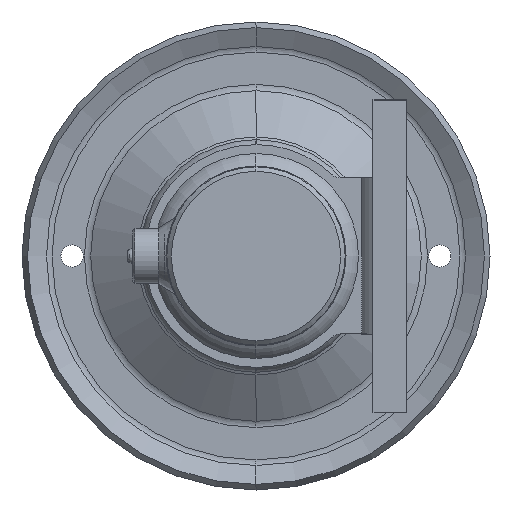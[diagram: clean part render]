
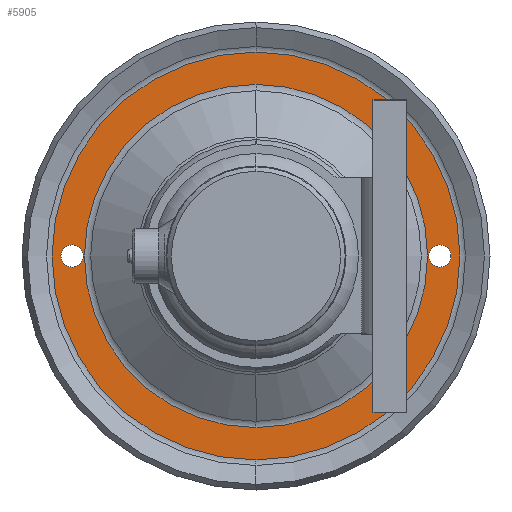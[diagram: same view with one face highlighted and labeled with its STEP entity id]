
A CAD part, left-side view. The second image highlights one B-rep face of the part: STEP entity #5905.
In plain terms, the highlighted planar face has unit normal (-1, 0, 0).
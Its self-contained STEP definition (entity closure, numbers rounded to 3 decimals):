
#16 = ORIENTED_EDGE ( 'NONE', *, *, #2453, .F. ) ;
#74 = AXIS2_PLACEMENT_3D ( 'NONE', #3430, #3388, #3365 ) ;
#86 = AXIS2_PLACEMENT_3D ( 'NONE', #4728, #4704, #4692 ) ;
#129 = CARTESIAN_POINT ( 'NONE',  ( 655.986, 0., 0. ) ) ;
#149 = CIRCLE ( 'NONE', #3504, 5. ) ;
#251 = DIRECTION ( 'NONE',  ( -1., 0., 0. ) ) ;
#277 = DIRECTION ( 'NONE',  ( 0., 0., 1. ) ) ;
#371 = CARTESIAN_POINT ( 'NONE',  ( 655.986, 82.5, 5. ) ) ;
#394 = DIRECTION ( 'NONE',  ( -1., 0., 0. ) ) ;
#481 = DIRECTION ( 'NONE',  ( 0., 0., -1. ) ) ;
#743 = DIRECTION ( 'NONE',  ( 0., 0., -1. ) ) ;
#771 = AXIS2_PLACEMENT_3D ( 'NONE', #5390, #3300, #3377 ) ;
#1329 = DIRECTION ( 'NONE',  ( 0., 0., 1. ) ) ;
#1333 = EDGE_LOOP ( 'NONE', ( #2310, #3662 ) ) ;
#1351 = DIRECTION ( 'NONE',  ( -1., 0., 0. ) ) ;
#1360 = CARTESIAN_POINT ( 'NONE',  ( 655.986, 0., 0. ) ) ;
#1473 = CARTESIAN_POINT ( 'NONE',  ( 655.986, 82.5, 0. ) ) ;
#2244 = AXIS2_PLACEMENT_3D ( 'NONE', #1360, #1351, #1329 ) ;
#2258 = DIRECTION ( 'NONE',  ( -1., 0., 0. ) ) ;
#2292 = VERTEX_POINT ( 'NONE', #4805 ) ;
#2310 = ORIENTED_EDGE ( 'NONE', *, *, #3451, .F. ) ;
#2453 = EDGE_CURVE ( 'NONE', #4307, #2292, #149, .T. ) ;
#2463 = ORIENTED_EDGE ( 'NONE', *, *, #3033, .T. ) ;
#2648 = CIRCLE ( 'NONE', #2244, 77. ) ;
#2665 = AXIS2_PLACEMENT_3D ( 'NONE', #129, #251, #277 ) ;
#2684 = VERTEX_POINT ( 'NONE', #3166 ) ;
#3033 = EDGE_CURVE ( 'NONE', #2684, #3820, #5153, .T. ) ;
#3166 = CARTESIAN_POINT ( 'NONE',  ( 655.986, 0., -91.5 ) ) ;
#3246 = EDGE_CURVE ( 'NONE', #6280, #5747, #4682, .T. ) ;
#3300 = DIRECTION ( 'NONE',  ( -1., 0., 0. ) ) ;
#3361 = CIRCLE ( 'NONE', #86, 91.5 ) ;
#3365 = DIRECTION ( 'NONE',  ( 0., 0., -1. ) ) ;
#3377 = DIRECTION ( 'NONE',  ( 0., 0., 1. ) ) ;
#3388 = DIRECTION ( 'NONE',  ( 1., 0., 0. ) ) ;
#3412 = PLANE ( 'NONE',  #74 ) ;
#3430 = CARTESIAN_POINT ( 'NONE',  ( 655.986, 77., 0. ) ) ;
#3451 = EDGE_CURVE ( 'NONE', #4237, #3703, #4243, .T. ) ;
#3504 = AXIS2_PLACEMENT_3D ( 'NONE', #5662, #394, #481 ) ;
#3516 = CARTESIAN_POINT ( 'NONE',  ( 655.986, 0., -77. ) ) ;
#3555 = AXIS2_PLACEMENT_3D ( 'NONE', #5544, #5420, #5395 ) ;
#3662 = ORIENTED_EDGE ( 'NONE', *, *, #5425, .F. ) ;
#3703 = VERTEX_POINT ( 'NONE', #5915 ) ;
#3763 = ORIENTED_EDGE ( 'NONE', *, *, #3804, .T. ) ;
#3804 = EDGE_CURVE ( 'NONE', #3820, #2684, #3361, .T. ) ;
#3820 = VERTEX_POINT ( 'NONE', #5023 ) ;
#3825 = ORIENTED_EDGE ( 'NONE', *, *, #5456, .F. ) ;
#3985 = EDGE_LOOP ( 'NONE', ( #16, #3825 ) ) ;
#4038 = EDGE_LOOP ( 'NONE', ( #5155, #5848 ) ) ;
#4141 = EDGE_CURVE ( 'NONE', #5747, #6280, #2648, .T. ) ;
#4164 = CARTESIAN_POINT ( 'NONE',  ( 655.986, 0., 77. ) ) ;
#4237 = VERTEX_POINT ( 'NONE', #371 ) ;
#4243 = CIRCLE ( 'NONE', #4371, 5. ) ;
#4307 = VERTEX_POINT ( 'NONE', #5535 ) ;
#4371 = AXIS2_PLACEMENT_3D ( 'NONE', #5028, #5580, #6130 ) ;
#4682 = CIRCLE ( 'NONE', #771, 77. ) ;
#4692 = DIRECTION ( 'NONE',  ( 0., 0., 1. ) ) ;
#4704 = DIRECTION ( 'NONE',  ( -1., 0., 0. ) ) ;
#4728 = CARTESIAN_POINT ( 'NONE',  ( 655.986, 0., 0. ) ) ;
#4805 = CARTESIAN_POINT ( 'NONE',  ( 655.986, -82.5, -5. ) ) ;
#4843 = FACE_OUTER_BOUND ( 'NONE', #5533, .T. ) ;
#4846 = FACE_BOUND ( 'NONE', #4038, .T. ) ;
#4892 = FACE_BOUND ( 'NONE', #1333, .T. ) ;
#4927 = FACE_BOUND ( 'NONE', #3985, .T. ) ;
#5023 = CARTESIAN_POINT ( 'NONE',  ( 655.986, 0., 91.5 ) ) ;
#5028 = CARTESIAN_POINT ( 'NONE',  ( 655.986, 82.5, 0. ) ) ;
#5153 = CIRCLE ( 'NONE', #2665, 91.5 ) ;
#5155 = ORIENTED_EDGE ( 'NONE', *, *, #3246, .F. ) ;
#5390 = CARTESIAN_POINT ( 'NONE',  ( 655.986, 0., 0. ) ) ;
#5395 = DIRECTION ( 'NONE',  ( 0., 0., -1. ) ) ;
#5420 = DIRECTION ( 'NONE',  ( -1., 0., 0. ) ) ;
#5425 = EDGE_CURVE ( 'NONE', #3703, #4237, #6196, .T. ) ;
#5456 = EDGE_CURVE ( 'NONE', #2292, #4307, #6186, .T. ) ;
#5533 = EDGE_LOOP ( 'NONE', ( #3763, #2463 ) ) ;
#5535 = CARTESIAN_POINT ( 'NONE',  ( 655.986, -82.5, 5. ) ) ;
#5544 = CARTESIAN_POINT ( 'NONE',  ( 655.986, -82.5, 0. ) ) ;
#5580 = DIRECTION ( 'NONE',  ( -1., 0., 0. ) ) ;
#5662 = CARTESIAN_POINT ( 'NONE',  ( 655.986, -82.5, 0. ) ) ;
#5747 = VERTEX_POINT ( 'NONE', #3516 ) ;
#5766 = AXIS2_PLACEMENT_3D ( 'NONE', #1473, #2258, #743 ) ;
#5848 = ORIENTED_EDGE ( 'NONE', *, *, #4141, .F. ) ;
#5905 = ADVANCED_FACE ( 'NONE', ( #4892, #4846, #4843, #4927 ), #3412, .F. ) ;
#5915 = CARTESIAN_POINT ( 'NONE',  ( 655.986, 82.5, -5. ) ) ;
#6130 = DIRECTION ( 'NONE',  ( 0., 0., -1. ) ) ;
#6186 = CIRCLE ( 'NONE', #3555, 5. ) ;
#6196 = CIRCLE ( 'NONE', #5766, 5. ) ;
#6280 = VERTEX_POINT ( 'NONE', #4164 ) ;
